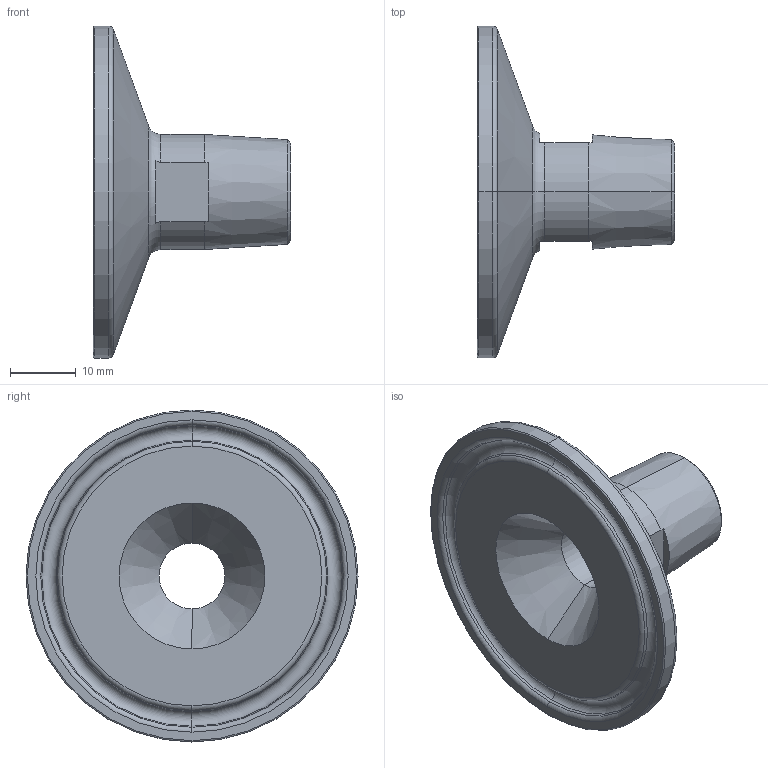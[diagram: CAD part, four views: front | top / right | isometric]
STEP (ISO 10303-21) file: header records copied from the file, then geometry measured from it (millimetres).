
FILE_DESCRIPTION (( 'STEP AP214' ), '1' );
FILE_NAME ('AM.100.038.STEP', '2020-03-26T13:26:05', ( '' ), ( '' ), 'SwSTEP 2.0', 'SolidWorks 2019', '' );
FILE_SCHEMA (( 'AUTOMOTIVE_DESIGN' ));
Length unit declared in the file: millimetre
Products named in the file (1): AM.100.038
Bounding box: 30 x 50.5 x 50.5 mm (x, y, z)
Volume: 12357.9 mm3; surface area: 6553.9 mm2
Topology: 1 solids, 1 shells, 40 faces, 89 edges, 52 vertices
Faces by surface type: cone 12, torus 12, plane 9, cylinder 7
Entity records: 1167 total; most frequent: DIRECTION 219, CARTESIAN_POINT 214, ORIENTED_EDGE 178, AXIS2_PLACEMENT_3D 97, EDGE_CURVE 89, CIRCLE 56, VERTEX_POINT 52, EDGE_LOOP 43
